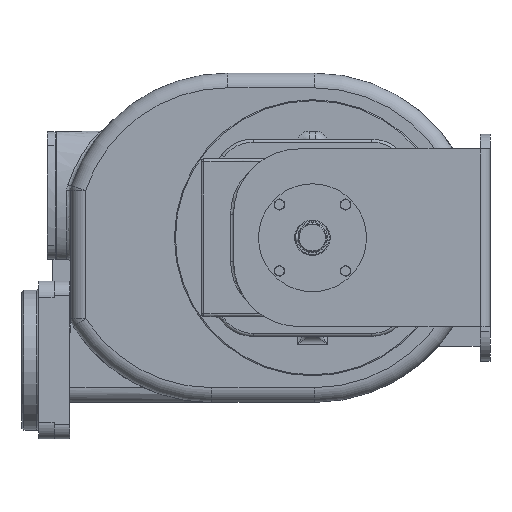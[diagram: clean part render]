
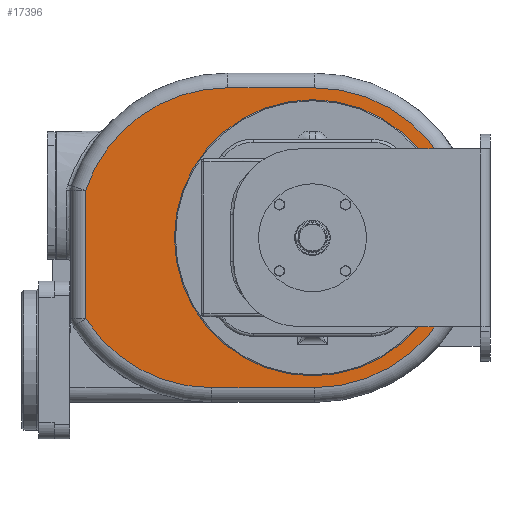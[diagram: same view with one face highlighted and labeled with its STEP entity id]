
A CAD part, left-side view. The second image highlights one B-rep face of the part: STEP entity #17396.
In plain terms, the highlighted planar face has unit normal (-1, 0, 0).
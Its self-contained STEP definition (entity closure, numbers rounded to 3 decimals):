
#3656=DIRECTION('',(0.,0.,-1.));
#3657=VECTOR('',#3656,130.);
#3658=CARTESIAN_POINT('',(-70.,400.,48.));
#3659=LINE('',#3658,#3657);
#3660=CARTESIAN_POINT('',(-70.,255.778,0.));
#3661=DIRECTION('',(-1.,0.,0.));
#3662=DIRECTION('',(0.,0.,1.));
#3663=AXIS2_PLACEMENT_3D('',#3660,#3661,#3662);
#3665=DIRECTION('',(0.,1.,0.));
#3666=VECTOR('',#3665,87.778);
#3667=CARTESIAN_POINT('',(-70.,168.,152.));
#3668=LINE('',#3667,#3666);
#3669=CARTESIAN_POINT('',(-70.,168.,0.));
#3670=DIRECTION('',(-1.,0.,0.));
#3671=DIRECTION('',(0.,0.,-1.));
#3672=AXIS2_PLACEMENT_3D('',#3669,#3670,#3671);
#3674=DIRECTION('',(0.,-1.,0.));
#3675=VECTOR('',#3674,104.016);
#3676=CARTESIAN_POINT('',(-70.,272.016,-152.));
#3677=LINE('',#3676,#3675);
#3678=CARTESIAN_POINT('',(-70.,272.016,0.));
#3679=DIRECTION('',(-1.,0.,0.));
#3680=DIRECTION('',(0.,0.842,-0.539));
#3681=AXIS2_PLACEMENT_3D('',#3678,#3679,#3680);
#3683=CARTESIAN_POINT('',(-70.,170.,0.));
#3684=DIRECTION('',(-1.,0.,0.));
#3685=DIRECTION('',(0.,-1.,0.));
#3686=AXIS2_PLACEMENT_3D('',#3683,#3684,#3685);
#3688=CARTESIAN_POINT('',(-70.,170.,0.));
#3689=DIRECTION('',(-1.,0.,0.));
#3690=DIRECTION('',(0.,1.,0.));
#3691=AXIS2_PLACEMENT_3D('',#3688,#3689,#3690);
#11651=CARTESIAN_POINT('',(-70.,400.,48.));
#11652=CARTESIAN_POINT('',(-70.,400.,-82.));
#11653=VERTEX_POINT('',#11651);
#11654=VERTEX_POINT('',#11652);
#11655=CARTESIAN_POINT('',(-70.,272.016,-152.));
#11656=VERTEX_POINT('',#11655);
#11661=CARTESIAN_POINT('',(-70.,168.,-152.));
#11662=VERTEX_POINT('',#11661);
#11665=CARTESIAN_POINT('',(-70.,168.,152.));
#11666=VERTEX_POINT('',#11665);
#11669=CARTESIAN_POINT('',(-70.,255.778,152.));
#11670=VERTEX_POINT('',#11669);
#12040=CARTESIAN_POINT('',(-70.,30.,0.));
#12041=CARTESIAN_POINT('',(-70.,310.,0.));
#12042=VERTEX_POINT('',#12040);
#12043=VERTEX_POINT('',#12041);
#17372=CARTESIAN_POINT('',(-70.,170.,0.));
#17373=DIRECTION('',(1.,0.,0.));
#17374=DIRECTION('',(0.,0.,1.));
#17375=AXIS2_PLACEMENT_3D('',#17372,#17373,#17374);
#17376=PLANE('',#17375);
#17378=ORIENTED_EDGE('',*,*,#17377,.F.);
#17380=ORIENTED_EDGE('',*,*,#17379,.F.);
#17382=ORIENTED_EDGE('',*,*,#17381,.F.);
#17384=ORIENTED_EDGE('',*,*,#17383,.F.);
#17386=ORIENTED_EDGE('',*,*,#17385,.F.);
#17388=ORIENTED_EDGE('',*,*,#17387,.F.);
#17389=EDGE_LOOP('',(#17378,#17380,#17382,#17384,#17386,#17388));
#17390=FACE_OUTER_BOUND('',#17389,.F.);
#17392=ORIENTED_EDGE('',*,*,#17391,.T.);
#17393=ORIENTED_EDGE('',*,*,#17362,.T.);
#17394=EDGE_LOOP('',(#17392,#17393));
#17395=FACE_BOUND('',#17394,.F.);
#17396=ADVANCED_FACE('',(#17390,#17395),#17376,.F.);
#3664=CIRCLE('',#3663,152.);
#3673=CIRCLE('',#3672,152.);
#3682=CIRCLE('',#3681,152.);
#3687=CIRCLE('',#3686,140.);
#3692=CIRCLE('',#3691,140.);
#17362=EDGE_CURVE('',#12043,#12042,#3692,.T.);
#17377=EDGE_CURVE('',#11653,#11654,#3659,.T.);
#17379=EDGE_CURVE('',#11670,#11653,#3664,.T.);
#17381=EDGE_CURVE('',#11666,#11670,#3668,.T.);
#17383=EDGE_CURVE('',#11662,#11666,#3673,.T.);
#17385=EDGE_CURVE('',#11656,#11662,#3677,.T.);
#17387=EDGE_CURVE('',#11654,#11656,#3682,.T.);
#17391=EDGE_CURVE('',#12042,#12043,#3687,.T.);
